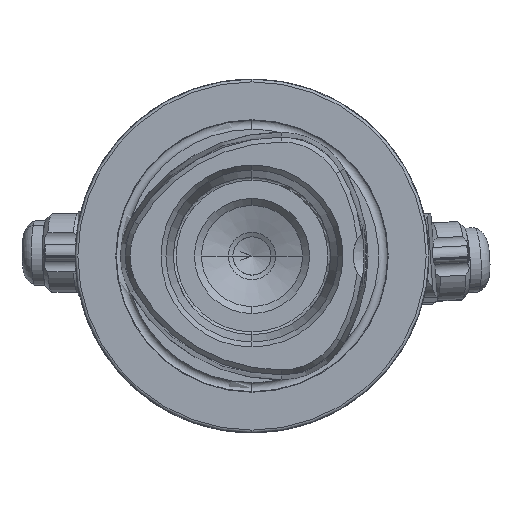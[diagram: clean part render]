
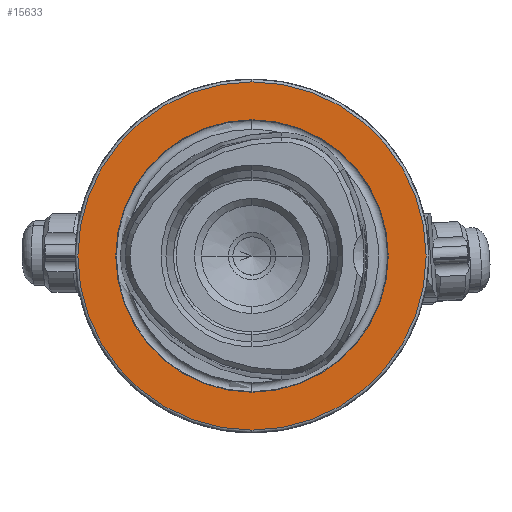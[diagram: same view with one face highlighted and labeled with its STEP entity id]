
A CAD part, left-side view. The second image highlights one B-rep face of the part: STEP entity #15633.
In plain terms, the highlighted planar face has unit normal (-1, 0, 0).
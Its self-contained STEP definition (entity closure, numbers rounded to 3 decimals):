
#3478 = CIRCLE ( 'NONE', #13980, 24.25 ) ;
#3485 = CIRCLE ( 'NONE', #13983, 31. ) ;
#3811 = CIRCLE ( 'NONE', #5031, 31. ) ;
#3812 = CIRCLE ( 'NONE', #5032, 24.25 ) ;
#4017 = CARTESIAN_POINT ( 'NONE',  ( 0., 0., 0. ) ) ;
#4018 = DIRECTION ( 'NONE',  ( -1., 0., 0. ) ) ;
#4019 = DIRECTION ( 'NONE',  ( 0., 0., 1. ) ) ;
#4027 = CARTESIAN_POINT ( 'NONE',  ( 0., 0., 0. ) ) ;
#4028 = DIRECTION ( 'NONE',  ( -1., 0., 0. ) ) ;
#4029 = DIRECTION ( 'NONE',  ( 0., 0., 1. ) ) ;
#5031 = AXIS2_PLACEMENT_3D ( 'NONE', #6503, #6504, #6505 ) ;
#5032 = AXIS2_PLACEMENT_3D ( 'NONE', #6508, #6509, #6510 ) ;
#5233 = AXIS2_PLACEMENT_3D ( 'NONE', #8734, #8739, #8740 ) ;
#6503 = CARTESIAN_POINT ( 'NONE',  ( 0., 0., 0. ) ) ;
#6504 = DIRECTION ( 'NONE',  ( -1., 0., 0. ) ) ;
#6505 = DIRECTION ( 'NONE',  ( 0., 0., 1. ) ) ;
#6508 = CARTESIAN_POINT ( 'NONE',  ( 0., 0., 0. ) ) ;
#6509 = DIRECTION ( 'NONE',  ( -1., 0., 0. ) ) ;
#6510 = DIRECTION ( 'NONE',  ( 0., 0., 1. ) ) ;
#7338 = FACE_OUTER_BOUND ( 'NONE', #12295, .T. ) ;
#7342 = FACE_BOUND ( 'NONE', #12297, .T. ) ;
#8253 = CARTESIAN_POINT ( 'NONE',  ( 0., 0., -24.25 ) ) ;
#8254 = CARTESIAN_POINT ( 'NONE',  ( 0., 0., 24.25 ) ) ;
#8256 = CARTESIAN_POINT ( 'NONE',  ( 0., 0., 31. ) ) ;
#8257 = CARTESIAN_POINT ( 'NONE',  ( 0., 0., -31. ) ) ;
#8734 = CARTESIAN_POINT ( 'NONE',  ( 0., 24.25, 0. ) ) ;
#8737 = PLANE ( 'NONE',  #5233 ) ;
#8739 = DIRECTION ( 'NONE',  ( 1., 0., 0. ) ) ;
#8740 = DIRECTION ( 'NONE',  ( 0., 0., -1. ) ) ;
#12295 = EDGE_LOOP ( 'NONE', ( #16200, #16201 ) ) ;
#12297 = EDGE_LOOP ( 'NONE', ( #16198, #16199 ) ) ;
#13006 = EDGE_CURVE ( 'NONE', #14533, #14534, #3478, .T. ) ;
#13010 = EDGE_CURVE ( 'NONE', #14536, #14537, #3485, .T. ) ;
#13330 = EDGE_CURVE ( 'NONE', #14537, #14536, #3811, .T. ) ;
#13331 = EDGE_CURVE ( 'NONE', #14534, #14533, #3812, .T. ) ;
#13980 = AXIS2_PLACEMENT_3D ( 'NONE', #4017, #4018, #4019 ) ;
#13983 = AXIS2_PLACEMENT_3D ( 'NONE', #4027, #4028, #4029 ) ;
#14533 = VERTEX_POINT ( 'NONE', #8253 ) ;
#14534 = VERTEX_POINT ( 'NONE', #8254 ) ;
#14536 = VERTEX_POINT ( 'NONE', #8256 ) ;
#14537 = VERTEX_POINT ( 'NONE', #8257 ) ;
#15633 = ADVANCED_FACE ( 'NONE', ( #7342, #7338 ), #8737, .F. ) ;
#16198 = ORIENTED_EDGE ( 'NONE', *, *, #13331, .F. ) ;
#16199 = ORIENTED_EDGE ( 'NONE', *, *, #13006, .F. ) ;
#16200 = ORIENTED_EDGE ( 'NONE', *, *, #13010, .T. ) ;
#16201 = ORIENTED_EDGE ( 'NONE', *, *, #13330, .T. ) ;
